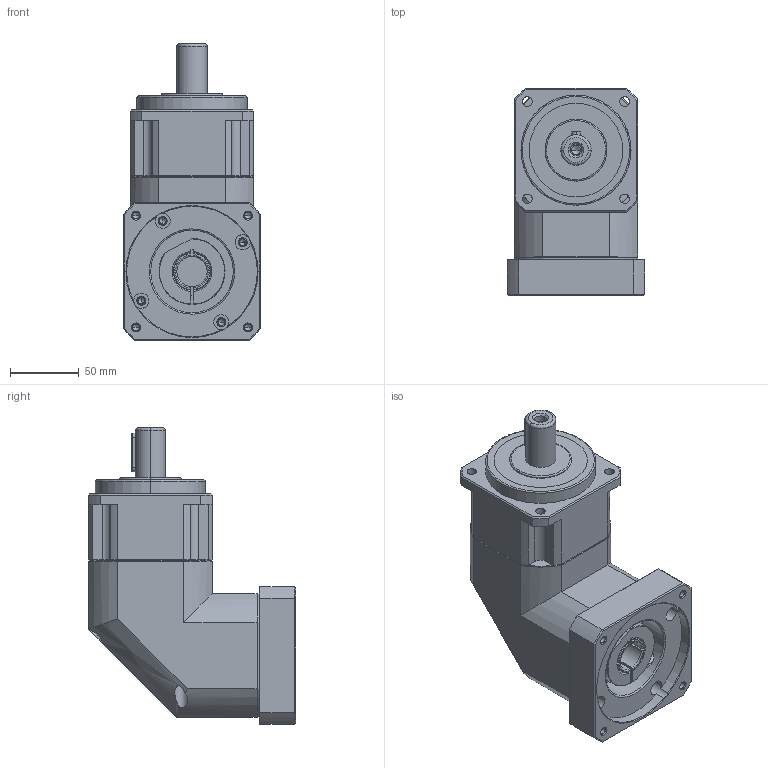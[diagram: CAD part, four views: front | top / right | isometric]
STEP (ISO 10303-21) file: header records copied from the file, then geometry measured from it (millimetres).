
FILE_DESCRIPTION (( 'STEP AP214' ), '1' );
FILE_NAME ('SBL090-L1-22-95-115-M6-M8.STEP', '2021-12-25T07:18:20', ( 'admin' ), ( '' ), 'SwSTEP 2.0', 'SolidWorks 2013', '' );
FILE_SCHEMA (( 'AUTOMOTIVE_DESIGN' ));
Length unit declared in the file: millimetre
Products named in the file (5): SBL090_X2_6CD55170_X0_95-115M6; SB090_X2_8F9351FA7AEF_X0_; SBL090_X2_8F9351658F7495017D2773AF_X0_-22; SBL090-22; SBL090-L1-22-95-115-M6-M8
Assembly tree (4 placements, depth 2):
  SBL090-L1-22-95-115-M6-M8
    SBL090-22
    SBL090_X2_8F9351658F7495017D2773AF_X0_-22
    SB090_X2_8F9351FA7AEF_X0_
    SBL090_X2_6CD55170_X0_95-115M6
Bounding box: 100 x 150.5 x 215.6 mm (x, y, z)
Volume: 1536092.6 mm3; surface area: 176788.2 mm2
Topology: 7 solids, 7 shells, 407 faces, 1034 edges, 643 vertices
Faces by surface type: cylinder 160, plane 148, cone 85, bspline 14
Entity records: 21294 total; most frequent: CARTESIAN_POINT 7088, ORIENTED_EDGE 2028, DIRECTION 1906, EDGE_CURVE 1014, AXIS2_PLACEMENT_3D 726, VERTEX_POINT 643, EDGE_LOOP 467, LINE 454
